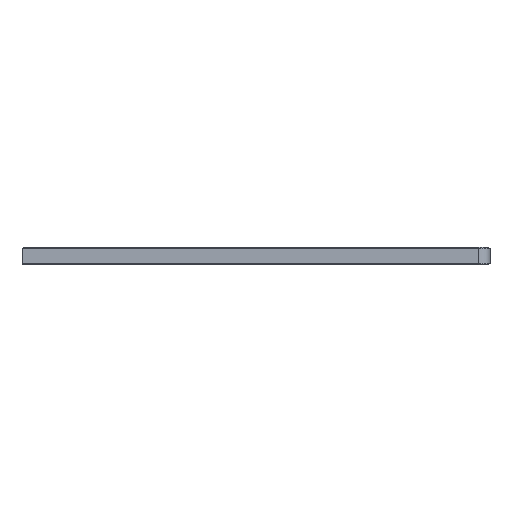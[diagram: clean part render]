
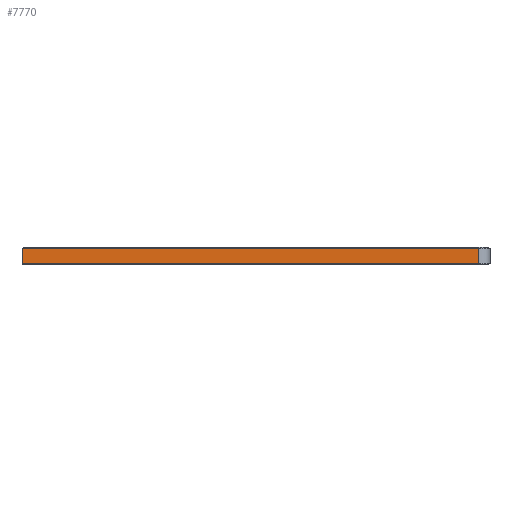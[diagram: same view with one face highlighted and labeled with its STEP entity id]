
A CAD part, front view. The second image highlights one B-rep face of the part: STEP entity #7770.
In plain terms, the highlighted planar face has unit normal (0, -1, 0).
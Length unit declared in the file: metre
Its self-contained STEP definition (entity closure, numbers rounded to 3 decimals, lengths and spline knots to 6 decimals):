
#2284=ORIENTED_EDGE('',*,*,#3596,.F.);
#2285=ORIENTED_EDGE('',*,*,#3594,.T.);
#2286=ORIENTED_EDGE('',*,*,#3573,.T.);
#2287=ORIENTED_EDGE('',*,*,#3593,.T.);
#3573=EDGE_CURVE('',#4307,#4308,#5158,.F.);
#3593=EDGE_CURVE('',#4308,#4317,#5172,.T.);
#3594=EDGE_CURVE('',#4318,#4307,#5173,.T.);
#3596=EDGE_CURVE('',#4318,#4317,#5175,.T.);
#4307=VERTEX_POINT('',#12669);
#4308=VERTEX_POINT('',#12670);
#4317=VERTEX_POINT('',#12707);
#4318=VERTEX_POINT('',#12711);
#5158=LINE('',#12668,#6044);
#5172=LINE('',#12708,#6058);
#5173=LINE('',#12710,#6059);
#5175=LINE('',#12714,#6061);
#6044=VECTOR('',#10442,1.);
#6058=VECTOR('',#10486,1.);
#6059=VECTOR('',#10489,1.);
#6061=VECTOR('',#10493,1.);
#6552=EDGE_LOOP('',(#2284,#2285,#2286,#2287));
#7038=FACE_BOUND('',#6552,.T.);
#7344=PLANE('',#8420);
#7770=ADVANCED_FACE('',(#7038),#7344,.F.);
#8420=AXIS2_PLACEMENT_3D('',#12713,#10491,#10492);
#10442=DIRECTION('',(0.,0.,-1.));
#10486=DIRECTION('',(-1.,0.,0.));
#10489=DIRECTION('',(1.,0.,0.));
#10491=DIRECTION('',(0.,1.,0.));
#10492=DIRECTION('',(0.,0.,1.));
#10493=DIRECTION('',(0.,0.,1.));
#12668=CARTESIAN_POINT('',(0.12184,-0.038115,0.003));
#12669=CARTESIAN_POINT('',(0.12184,-0.038115,0.0002));
#12670=CARTESIAN_POINT('',(0.12184,-0.038115,0.0028));
#12707=CARTESIAN_POINT('',(0.042963,-0.038115,0.0028));
#12708=CARTESIAN_POINT('',(-0.12184,-0.038115,0.0028));
#12710=CARTESIAN_POINT('',(0.,-0.038115,0.0002));
#12711=CARTESIAN_POINT('',(0.042963,-0.038115,0.0002));
#12713=CARTESIAN_POINT('',(0.,-0.038115,0.003));
#12714=CARTESIAN_POINT('',(0.042963,-0.038115,0.003));
